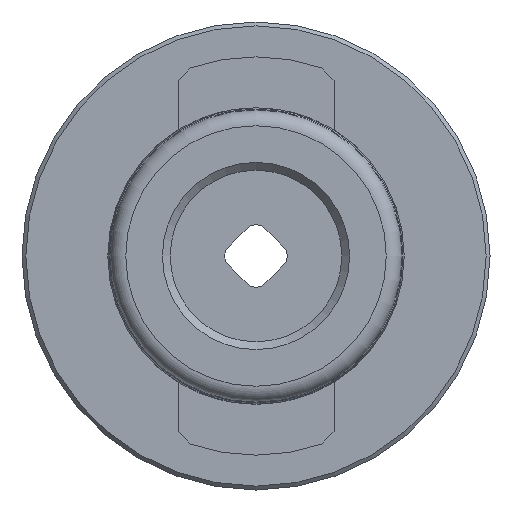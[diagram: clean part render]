
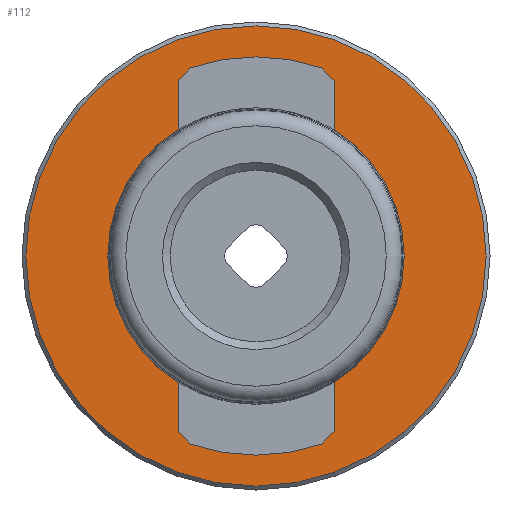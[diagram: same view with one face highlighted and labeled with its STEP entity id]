
A CAD part, left-side view. The second image highlights one B-rep face of the part: STEP entity #112.
In plain terms, the highlighted planar face has unit normal (-1, 0, 0).
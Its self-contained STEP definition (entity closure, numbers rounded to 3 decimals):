
#112 = ADVANCED_FACE( '', ( #250, #251 ), #252, .T. );
#250 = FACE_OUTER_BOUND( '', #409, .T. );
#251 = FACE_BOUND( '', #410, .T. );
#252 = PLANE( '', #411 );
#409 = EDGE_LOOP( '', ( #650 ) );
#410 = EDGE_LOOP( '', ( #651, #652, #653, #654, #655, #656, #657, #658, #659, #660, #661, #662 ) );
#411 = AXIS2_PLACEMENT_3D( '', #663, #664, #665 );
#650 = ORIENTED_EDGE( '', *, *, #841, .T. );
#651 = ORIENTED_EDGE( '', *, *, #915, .F. );
#652 = ORIENTED_EDGE( '', *, *, #916, .T. );
#653 = ORIENTED_EDGE( '', *, *, #863, .F. );
#654 = ORIENTED_EDGE( '', *, *, #917, .F. );
#655 = ORIENTED_EDGE( '', *, *, #918, .F. );
#656 = ORIENTED_EDGE( '', *, *, #858, .T. );
#657 = ORIENTED_EDGE( '', *, *, #919, .F. );
#658 = ORIENTED_EDGE( '', *, *, #855, .T. );
#659 = ORIENTED_EDGE( '', *, *, #920, .F. );
#660 = ORIENTED_EDGE( '', *, *, #879, .F. );
#661 = ORIENTED_EDGE( '', *, *, #921, .F. );
#662 = ORIENTED_EDGE( '', *, *, #922, .T. );
#663 = CARTESIAN_POINT( '', ( 4., 12.767, 0. ) );
#664 = DIRECTION( '', ( -1., 0., 0. ) );
#665 = DIRECTION( '', ( 0., 0., 1. ) );
#841 = EDGE_CURVE( '', #976, #976, #977, .T. );
#855 = EDGE_CURVE( '', #1003, #1001, #1004, .T. );
#858 = EDGE_CURVE( '', #1007, #1008, #1009, .F. );
#863 = EDGE_CURVE( '', #1016, #1017, #1018, .T. );
#879 = EDGE_CURVE( '', #1043, #1045, #1046, .T. );
#915 = EDGE_CURVE( '', #1094, #1095, #1096, .T. );
#916 = EDGE_CURVE( '', #1094, #1017, #1097, .T. );
#917 = EDGE_CURVE( '', #1098, #1016, #1099, .T. );
#918 = EDGE_CURVE( '', #1007, #1098, #1100, .T. );
#919 = EDGE_CURVE( '', #1003, #1008, #1101, .T. );
#920 = EDGE_CURVE( '', #1045, #1001, #1102, .T. );
#921 = EDGE_CURVE( '', #1103, #1043, #1104, .T. );
#922 = EDGE_CURVE( '', #1103, #1095, #1105, .F. );
#976 = VERTEX_POINT( '', #1168 );
#977 = CIRCLE( '', #1169, 14.75 );
#1001 = VERTEX_POINT( '', #1198 );
#1003 = VERTEX_POINT( '', #1201 );
#1004 = LINE( '', #1202, #1203 );
#1007 = VERTEX_POINT( '', #1207 );
#1008 = VERTEX_POINT( '', #1208 );
#1009 = LINE( '', #1209, #1210 );
#1016 = VERTEX_POINT( '', #1220 );
#1017 = VERTEX_POINT( '', #1221 );
#1018 = LINE( '', #1222, #1223 );
#1043 = VERTEX_POINT( '', #1252 );
#1045 = VERTEX_POINT( '', #1255 );
#1046 = CIRCLE( '', #1256, 9.25 );
#1094 = VERTEX_POINT( '', #1319 );
#1095 = VERTEX_POINT( '', #1320 );
#1096 = CIRCLE( '', #1321, 12.767 );
#1097 = LINE( '', #1322, #1323 );
#1098 = VERTEX_POINT( '', #1324 );
#1099 = CIRCLE( '', #1325, 9.25 );
#1100 = LINE( '', #1326, #1327 );
#1101 = CIRCLE( '', #1328, 12.767 );
#1102 = LINE( '', #1329, #1330 );
#1103 = VERTEX_POINT( '', #1331 );
#1104 = LINE( '', #1332, #1333 );
#1105 = LINE( '', #1334, #1335 );
#1168 = CARTESIAN_POINT( '', ( 4., 0., 14.75 ) );
#1169 = AXIS2_PLACEMENT_3D( '', #1409, #1410, #1411 );
#1198 = CARTESIAN_POINT( '', ( 4., -5., 11.247 ) );
#1201 = CARTESIAN_POINT( '', ( 4., -4.186, 12.061 ) );
#1202 = CARTESIAN_POINT( '', ( 4., -4.186, 12.061 ) );
#1203 = VECTOR( '', #1433, 1000. );
#1207 = CARTESIAN_POINT( '', ( 4., 5., 11.247 ) );
#1208 = CARTESIAN_POINT( '', ( 4., 4.186, 12.061 ) );
#1209 = CARTESIAN_POINT( '', ( 4., 4.186, 12.061 ) );
#1210 = VECTOR( '', #1435, 1000. );
#1220 = CARTESIAN_POINT( '', ( 4., 5., -7.782 ) );
#1221 = CARTESIAN_POINT( '', ( 4., 5., -11.247 ) );
#1222 = CARTESIAN_POINT( '', ( 4., 5., -15.407 ) );
#1223 = VECTOR( '', #1439, 1000. );
#1252 = CARTESIAN_POINT( '', ( 4., -5., -7.782 ) );
#1255 = CARTESIAN_POINT( '', ( 4., -5., 7.782 ) );
#1256 = AXIS2_PLACEMENT_3D( '', #1466, #1467, #1468 );
#1319 = CARTESIAN_POINT( '', ( 4., 4.186, -12.061 ) );
#1320 = CARTESIAN_POINT( '', ( 4., -4.186, -12.061 ) );
#1321 = AXIS2_PLACEMENT_3D( '', #1508, #1509, #1510 );
#1322 = CARTESIAN_POINT( '', ( 4., 4.186, -12.061 ) );
#1323 = VECTOR( '', #1511, 1000. );
#1324 = CARTESIAN_POINT( '', ( 4., 5., 7.782 ) );
#1325 = AXIS2_PLACEMENT_3D( '', #1512, #1513, #1514 );
#1326 = CARTESIAN_POINT( '', ( 4., 5., 15.407 ) );
#1327 = VECTOR( '', #1515, 1000. );
#1328 = AXIS2_PLACEMENT_3D( '', #1516, #1517, #1518 );
#1329 = CARTESIAN_POINT( '', ( 4., -5., 7.782 ) );
#1330 = VECTOR( '', #1519, 1000. );
#1331 = CARTESIAN_POINT( '', ( 4., -5., -11.247 ) );
#1332 = CARTESIAN_POINT( '', ( 4., -5., -7.782 ) );
#1333 = VECTOR( '', #1520, 1000. );
#1334 = CARTESIAN_POINT( '', ( 4., -4.186, -12.061 ) );
#1335 = VECTOR( '', #1521, 1000. );
#1409 = CARTESIAN_POINT( '', ( 4., 0., 0. ) );
#1410 = DIRECTION( '', ( -1., 0., 0. ) );
#1411 = DIRECTION( '', ( 0., 0., 1. ) );
#1433 = DIRECTION( '', ( 0., -0.707, -0.707 ) );
#1435 = DIRECTION( '', ( 0., 0.707, -0.707 ) );
#1439 = DIRECTION( '', ( 0., 0., -1. ) );
#1466 = CARTESIAN_POINT( '', ( 4., 0., 0. ) );
#1467 = DIRECTION( '', ( -1., 0., 0. ) );
#1468 = DIRECTION( '', ( 0., 1., 0. ) );
#1508 = CARTESIAN_POINT( '', ( 4., 0., 0. ) );
#1509 = DIRECTION( '', ( -1., 0., 0. ) );
#1510 = DIRECTION( '', ( 0., 0., 1. ) );
#1511 = DIRECTION( '', ( 0., 0.707, 0.707 ) );
#1512 = CARTESIAN_POINT( '', ( 4., 0., 0. ) );
#1513 = DIRECTION( '', ( -1., 0., 0. ) );
#1514 = DIRECTION( '', ( 0., -1., 0. ) );
#1515 = DIRECTION( '', ( 0., 0., -1. ) );
#1516 = CARTESIAN_POINT( '', ( 4., 0., 0. ) );
#1517 = DIRECTION( '', ( -1., 0., 0. ) );
#1518 = DIRECTION( '', ( 0., 0., 1. ) );
#1519 = DIRECTION( '', ( 0., 0., 1. ) );
#1520 = DIRECTION( '', ( 0., 0., 1. ) );
#1521 = DIRECTION( '', ( 0., -0.707, 0.707 ) );
